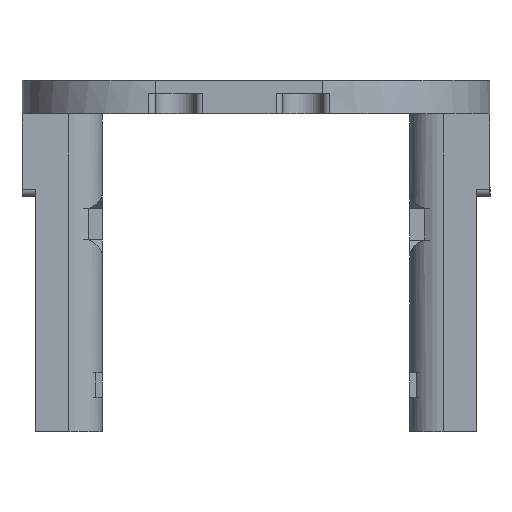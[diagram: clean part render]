
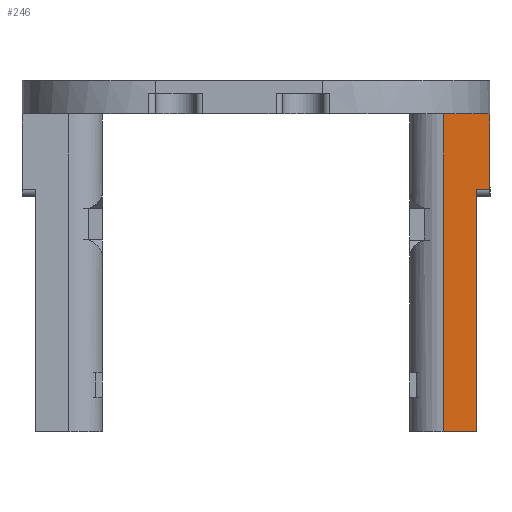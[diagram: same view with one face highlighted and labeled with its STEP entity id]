
A CAD part, left-side view. The second image highlights one B-rep face of the part: STEP entity #246.
In plain terms, the highlighted planar face has unit normal (-1, 0, 0).
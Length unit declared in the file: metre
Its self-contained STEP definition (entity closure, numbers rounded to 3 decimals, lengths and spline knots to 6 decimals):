
#246 = ADVANCED_FACE( '', ( #600 ), #601, .F. );
#600 = FACE_OUTER_BOUND( '', #1089, .T. );
#601 = PLANE( '', #1090 );
#1089 = EDGE_LOOP( '', ( #1815, #1816, #1817, #1818, #1819, #1820 ) );
#1090 = AXIS2_PLACEMENT_3D( '', #1821, #1822, #1823 );
#1815 = ORIENTED_EDGE( '', *, *, #3047, .T. );
#1816 = ORIENTED_EDGE( '', *, *, #3048, .F. );
#1817 = ORIENTED_EDGE( '', *, *, #3049, .T. );
#1818 = ORIENTED_EDGE( '', *, *, #3050, .T. );
#1819 = ORIENTED_EDGE( '', *, *, #2832, .T. );
#1820 = ORIENTED_EDGE( '', *, *, #3051, .F. );
#1821 = CARTESIAN_POINT( '', ( 0.106476, -0.49702, 0.004401 ) );
#1822 = DIRECTION( '', ( 1., 0., 0. ) );
#1823 = DIRECTION( '', ( 0., -1., 0. ) );
#2832 = EDGE_CURVE( '', #3392, #3389, #3393, .T. );
#3047 = EDGE_CURVE( '', #3762, #3763, #3764, .T. );
#3048 = EDGE_CURVE( '', #3765, #3763, #3766, .T. );
#3049 = EDGE_CURVE( '', #3765, #3767, #3768, .T. );
#3050 = EDGE_CURVE( '', #3767, #3392, #3769, .T. );
#3051 = EDGE_CURVE( '', #3762, #3389, #3770, .T. );
#3389 = VERTEX_POINT( '', #4222 );
#3392 = VERTEX_POINT( '', #4226 );
#3393 = LINE( '', #4227, #4228 );
#3762 = VERTEX_POINT( '', #4720 );
#3763 = VERTEX_POINT( '', #4721 );
#3764 = LINE( '', #4722, #4723 );
#3765 = VERTEX_POINT( '', #4724 );
#3766 = LINE( '', #4725, #4726 );
#3767 = VERTEX_POINT( '', #4727 );
#3768 = LINE( '', #4728, #4729 );
#3769 = LINE( '', #4730, #4731 );
#3770 = LINE( '', #4732, #4733 );
#4222 = CARTESIAN_POINT( '', ( 0.106476, -0.50202, -0.048099 ) );
#4226 = CARTESIAN_POINT( '', ( 0.106476, -0.49702, -0.048099 ) );
#4227 = CARTESIAN_POINT( '', ( 0.106476, -0.49702, -0.048099 ) );
#4228 = VECTOR( '', #5319, 1. );
#4720 = CARTESIAN_POINT( '', ( 0.106476, -0.50202, -0.011909 ) );
#4721 = CARTESIAN_POINT( '', ( 0.106476, -0.50402, -0.011909 ) );
#4722 = CARTESIAN_POINT( '', ( 0.106476, -0.50402, -0.011909 ) );
#4723 = VECTOR( '', #5602, 1. );
#4724 = CARTESIAN_POINT( '', ( 0.106476, -0.50402, -0.000599 ) );
#4725 = CARTESIAN_POINT( '', ( 0.106476, -0.50402, 0.004401 ) );
#4726 = VECTOR( '', #5603, 1. );
#4727 = CARTESIAN_POINT( '', ( 0.106476, -0.49702, -0.000599 ) );
#4728 = CARTESIAN_POINT( '', ( 0.106476, -0.48302, -0.000599 ) );
#4729 = VECTOR( '', #5604, 1. );
#4730 = CARTESIAN_POINT( '', ( 0.106476, -0.49702, 0.004401 ) );
#4731 = VECTOR( '', #5605, 1. );
#4732 = CARTESIAN_POINT( '', ( 0.106476, -0.50202, -0.012724 ) );
#4733 = VECTOR( '', #5606, 1. );
#5319 = DIRECTION( '', ( 0., -1., 0. ) );
#5602 = DIRECTION( '', ( 0., -1., 0. ) );
#5603 = DIRECTION( '', ( 0., 0., -1. ) );
#5604 = DIRECTION( '', ( 0., 1., 0. ) );
#5605 = DIRECTION( '', ( 0., 0., -1. ) );
#5606 = DIRECTION( '', ( 0., 0., -1. ) );
